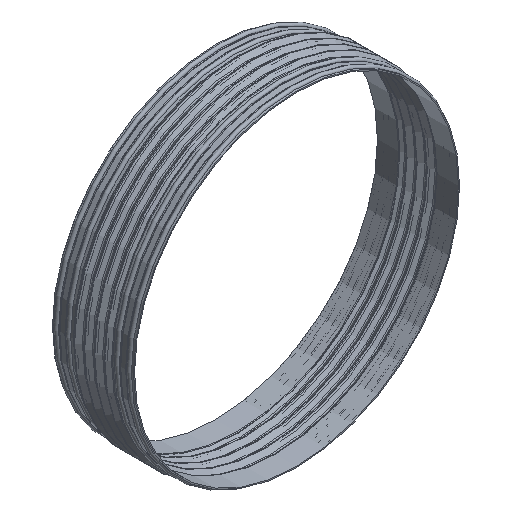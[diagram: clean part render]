
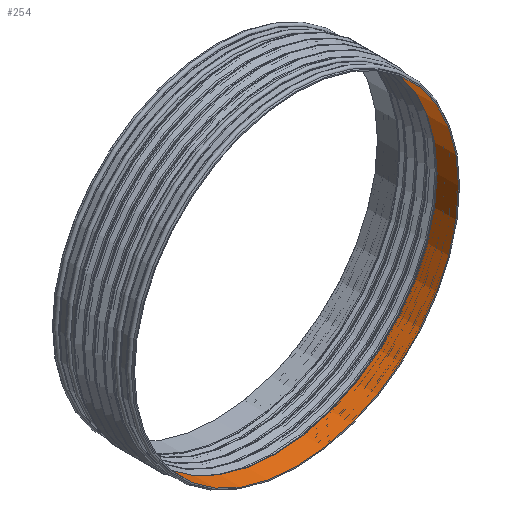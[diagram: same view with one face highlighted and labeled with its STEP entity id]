
A CAD part, isometric view. The second image highlights one B-rep face of the part: STEP entity #254.
In plain terms, the highlighted cylindrical face has radius 300 mm (diameter 600 mm), a full revolution.
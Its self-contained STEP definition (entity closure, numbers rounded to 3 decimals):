
#254 = ADVANCED_FACE( '', ( #577, #578 ), #579, .F. );
#577 = FACE_OUTER_BOUND( '', #928, .T. );
#578 = FACE_OUTER_BOUND( '', #929, .T. );
#579 = CYLINDRICAL_SURFACE( '', #930, 300. );
#928 = EDGE_LOOP( '', ( #1540 ) );
#929 = EDGE_LOOP( '', ( #1541 ) );
#930 = AXIS2_PLACEMENT_3D( '', #1542, #1543, #1544 );
#1540 = ORIENTED_EDGE( '', *, *, #1946, .T. );
#1541 = ORIENTED_EDGE( '', *, *, #1894, .F. );
#1542 = CARTESIAN_POINT( '', ( 0., 0., 0. ) );
#1543 = DIRECTION( '', ( 0., 1., 0. ) );
#1544 = DIRECTION( '', ( 0., 0., -1. ) );
#1894 = EDGE_CURVE( '', #2252, #2252, #2253, .T. );
#1946 = EDGE_CURVE( '', #2320, #2320, #2321, .T. );
#2252 = VERTEX_POINT( '', #2681 );
#2253 = CIRCLE( '', #2682, 300. );
#2320 = VERTEX_POINT( '', #2766 );
#2321 = CIRCLE( '', #2767, 300. );
#2681 = CARTESIAN_POINT( '', ( 0., 39.5, -300. ) );
#2682 = AXIS2_PLACEMENT_3D( '', #3060, #3061, #3062 );
#2766 = CARTESIAN_POINT( '', ( 0., 0., -300. ) );
#2767 = AXIS2_PLACEMENT_3D( '', #3119, #3120, #3121 );
#3060 = CARTESIAN_POINT( '', ( 0., 39.5, 0. ) );
#3061 = DIRECTION( '', ( 0., -1., 0. ) );
#3062 = DIRECTION( '', ( 0., 0., -1. ) );
#3119 = CARTESIAN_POINT( '', ( 0., 0., 0. ) );
#3120 = DIRECTION( '', ( 0., -1., 0. ) );
#3121 = DIRECTION( '', ( 0., 0., -1. ) );
